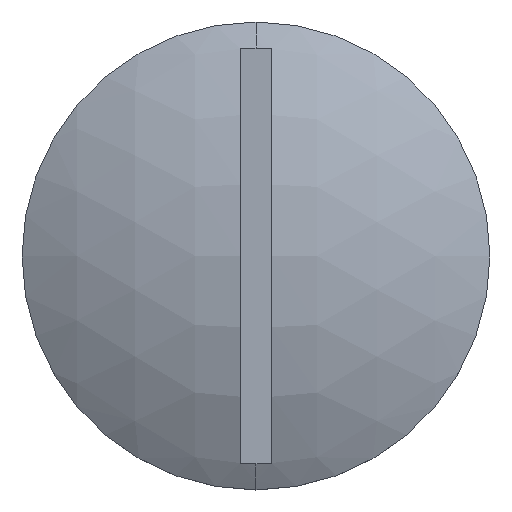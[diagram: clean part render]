
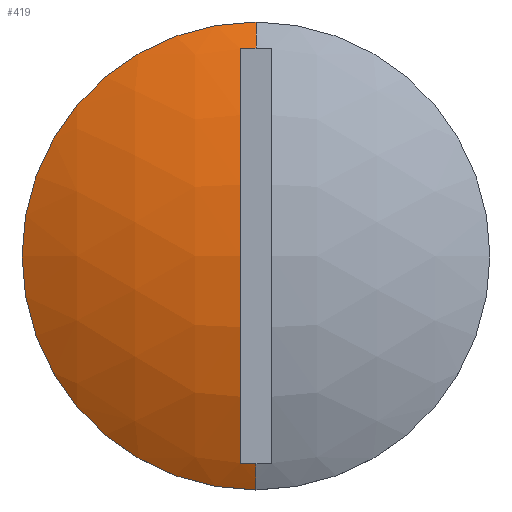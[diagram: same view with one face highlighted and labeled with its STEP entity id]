
A CAD part, top view. The second image highlights one B-rep face of the part: STEP entity #419.
In plain terms, the highlighted spherical face has radius 34.3 mm.
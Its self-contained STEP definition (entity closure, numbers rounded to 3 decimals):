
#56 = AXIS2_PLACEMENT_3D ( 'NONE', #1508, #1515, #1516 ) ;
#242 = EDGE_CURVE ( 'NONE', #2222, #2288, #279, .T. ) ;
#246 = EDGE_CURVE ( 'NONE', #2227, #2222, #255, .T. ) ;
#255 = CIRCLE ( 'NONE', #2480, 34.3 ) ;
#264 = CIRCLE ( 'NONE', #1641, 17. ) ;
#279 = CIRCLE ( 'NONE', #2536, 15.095 ) ;
#328 = CIRCLE ( 'NONE', #2460, 15.095 ) ;
#335 = EDGE_CURVE ( 'NONE', #2206, #2288, #423, .T. ) ;
#362 = CIRCLE ( 'NONE', #2465, 17. ) ;
#367 = CIRCLE ( 'NONE', #2459, 34.3 ) ;
#384 = EDGE_CURVE ( 'NONE', #2226, #2595, #362, .T. ) ;
#389 = EDGE_CURVE ( 'NONE', #2595, #2220, #367, .T. ) ;
#394 = EDGE_CURVE ( 'NONE', #2206, #2220, #328, .T. ) ;
#419 = ADVANCED_FACE ( 'NONE', ( #2100 ), #2098, .T. ) ;
#423 = CIRCLE ( 'NONE', #56, 34.281 ) ;
#540 = CARTESIAN_POINT ( 'NONE',  ( 0., -17., 1.991 ) ) ;
#922 = CARTESIAN_POINT ( 'NONE',  ( 0., 0., 1.991 ) ) ;
#923 = DIRECTION ( 'NONE',  ( 0., 0., 1. ) ) ;
#924 = DIRECTION ( 'NONE',  ( 1., 0., 0. ) ) ;
#1301 = EDGE_LOOP ( 'NONE', ( #2719, #2717, #2718, #2716, #2715, #2714, #2713 ) ) ;
#1330 = CARTESIAN_POINT ( 'NONE',  ( 0., 0., 3. ) ) ;
#1331 = DIRECTION ( 'NONE',  ( 0., 0., 1. ) ) ;
#1332 = DIRECTION ( 'NONE',  ( 1., 0., 0. ) ) ;
#1339 = CARTESIAN_POINT ( 'NONE',  ( 0., 0., -27.8 ) ) ;
#1340 = DIRECTION ( 'NONE',  ( 1., 0., 0. ) ) ;
#1341 = DIRECTION ( 'NONE',  ( 0., 0., -1. ) ) ;
#1508 = CARTESIAN_POINT ( 'NONE',  ( -1.15, 0., -27.8 ) ) ;
#1515 = DIRECTION ( 'NONE',  ( -1., 0., 0. ) ) ;
#1516 = DIRECTION ( 'NONE',  ( 0., -1., 0. ) ) ;
#1605 = CARTESIAN_POINT ( 'NONE',  ( 0., 0., 1.991 ) ) ;
#1606 = DIRECTION ( 'NONE',  ( 0., 0., 1. ) ) ;
#1607 = DIRECTION ( 'NONE',  ( 1., 0., 0. ) ) ;
#1608 = CARTESIAN_POINT ( 'NONE',  ( 0., 0., -27.8 ) ) ;
#1641 = AXIS2_PLACEMENT_3D ( 'NONE', #922, #923, #924 ) ;
#1721 = DIRECTION ( 'NONE',  ( -1., 0., 0. ) ) ;
#1722 = DIRECTION ( 'NONE',  ( 0., -1., 0. ) ) ;
#1729 = CARTESIAN_POINT ( 'NONE',  ( 0., 0., 3. ) ) ;
#1730 = DIRECTION ( 'NONE',  ( 0., 0., 1. ) ) ;
#1731 = DIRECTION ( 'NONE',  ( 1., 0., 0. ) ) ;
#1783 = CARTESIAN_POINT ( 'NONE',  ( 0., 0., -27.8 ) ) ;
#1784 = DIRECTION ( 'NONE',  ( -1., 0., 0. ) ) ;
#1785 = DIRECTION ( 'NONE',  ( 0., 1., 0. ) ) ;
#1881 = CARTESIAN_POINT ( 'NONE',  ( -1.15, -15.051, 3. ) ) ;
#1895 = CARTESIAN_POINT ( 'NONE',  ( 0., -15.095, 3. ) ) ;
#1897 = CARTESIAN_POINT ( 'NONE',  ( 0., 15.095, 3. ) ) ;
#1901 = CARTESIAN_POINT ( 'NONE',  ( -17., 0., 1.991 ) ) ;
#1902 = CARTESIAN_POINT ( 'NONE',  ( 0., 17., 1.991 ) ) ;
#1963 = CARTESIAN_POINT ( 'NONE',  ( -1.15, 15.051, 3. ) ) ;
#2098 = SPHERICAL_SURFACE ( 'NONE', #2103, 34.3 ) ;
#2100 = FACE_OUTER_BOUND ( 'NONE', #1301, .T. ) ;
#2103 = AXIS2_PLACEMENT_3D ( 'NONE', #1783, #1784, #1785 ) ;
#2206 = VERTEX_POINT ( 'NONE', #1881 ) ;
#2220 = VERTEX_POINT ( 'NONE', #1895 ) ;
#2222 = VERTEX_POINT ( 'NONE', #1897 ) ;
#2226 = VERTEX_POINT ( 'NONE', #1901 ) ;
#2227 = VERTEX_POINT ( 'NONE', #1902 ) ;
#2288 = VERTEX_POINT ( 'NONE', #1963 ) ;
#2417 = EDGE_CURVE ( 'NONE', #2227, #2226, #264, .T. ) ;
#2459 = AXIS2_PLACEMENT_3D ( 'NONE', #1608, #1721, #1722 ) ;
#2460 = AXIS2_PLACEMENT_3D ( 'NONE', #1729, #1730, #1731 ) ;
#2465 = AXIS2_PLACEMENT_3D ( 'NONE', #1605, #1606, #1607 ) ;
#2480 = AXIS2_PLACEMENT_3D ( 'NONE', #1339, #1340, #1341 ) ;
#2536 = AXIS2_PLACEMENT_3D ( 'NONE', #1330, #1331, #1332 ) ;
#2595 = VERTEX_POINT ( 'NONE', #540 ) ;
#2713 = ORIENTED_EDGE ( 'NONE', *, *, #246, .F. ) ;
#2714 = ORIENTED_EDGE ( 'NONE', *, *, #242, .F. ) ;
#2715 = ORIENTED_EDGE ( 'NONE', *, *, #335, .T. ) ;
#2716 = ORIENTED_EDGE ( 'NONE', *, *, #394, .F. ) ;
#2717 = ORIENTED_EDGE ( 'NONE', *, *, #384, .T. ) ;
#2718 = ORIENTED_EDGE ( 'NONE', *, *, #389, .T. ) ;
#2719 = ORIENTED_EDGE ( 'NONE', *, *, #2417, .T. ) ;
